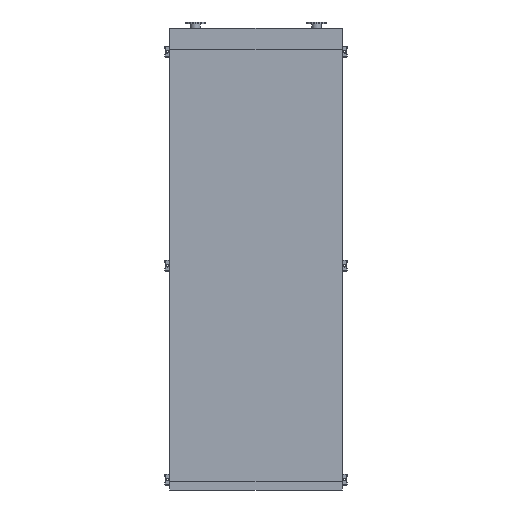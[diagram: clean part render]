
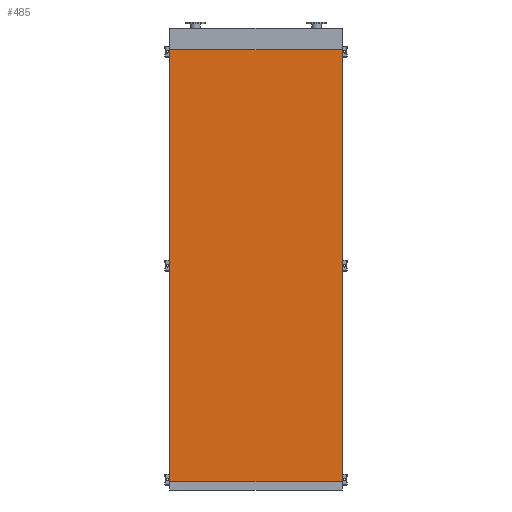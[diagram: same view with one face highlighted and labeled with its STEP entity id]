
A CAD part, front view. The second image highlights one B-rep face of the part: STEP entity #485.
In plain terms, the highlighted planar face has unit normal (0, -1, 0).
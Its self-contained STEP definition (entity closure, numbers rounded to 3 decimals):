
#205 = EDGE_LOOP ( 'NONE', ( #22553, #4060, #2218, #16531 ) ) ;
#485 = ADVANCED_FACE ( 'NONE', ( #1688 ), #2012, .T. ) ;
#672 = VECTOR ( 'NONE', #4753, 1000. ) ;
#1688 = FACE_OUTER_BOUND ( 'NONE', #205, .T. ) ;
#2012 = PLANE ( 'NONE',  #11498 ) ;
#2218 = ORIENTED_EDGE ( 'NONE', *, *, #9883, .T. ) ;
#3005 = LINE ( 'NONE', #21575, #8098 ) ;
#4060 = ORIENTED_EDGE ( 'NONE', *, *, #19145, .F. ) ;
#4075 = VERTEX_POINT ( 'NONE', #9101 ) ;
#4276 = VERTEX_POINT ( 'NONE', #18909 ) ;
#4753 = DIRECTION ( 'NONE',  ( 0., 0., 1. ) ) ;
#5186 = LINE ( 'NONE', #10444, #672 ) ;
#6785 = VERTEX_POINT ( 'NONE', #20148 ) ;
#7721 = CARTESIAN_POINT ( 'NONE',  ( -965., 0., -4850. ) ) ;
#7815 = DIRECTION ( 'NONE',  ( 0., -1., 0. ) ) ;
#8098 = VECTOR ( 'NONE', #14812, 1000. ) ;
#8626 = CARTESIAN_POINT ( 'NONE',  ( -965., 0., 0. ) ) ;
#9101 = CARTESIAN_POINT ( 'NONE',  ( 965., 0., -4850. ) ) ;
#9281 = LINE ( 'NONE', #10934, #18293 ) ;
#9883 = EDGE_CURVE ( 'NONE', #4276, #4075, #17032, .T. ) ;
#10444 = CARTESIAN_POINT ( 'NONE',  ( -965., 0., -4850. ) ) ;
#10934 = CARTESIAN_POINT ( 'NONE',  ( 965., 0., -4850. ) ) ;
#11498 = AXIS2_PLACEMENT_3D ( 'NONE', #7721, #7815, #20337 ) ;
#12211 = VECTOR ( 'NONE', #15844, 1000. ) ;
#14812 = DIRECTION ( 'NONE',  ( 1., 0., 0. ) ) ;
#15844 = DIRECTION ( 'NONE',  ( 1., 0., 0. ) ) ;
#16531 = ORIENTED_EDGE ( 'NONE', *, *, #23145, .T. ) ;
#17032 = LINE ( 'NONE', #17514, #12211 ) ;
#17514 = CARTESIAN_POINT ( 'NONE',  ( -965., 0., -4850. ) ) ;
#18293 = VECTOR ( 'NONE', #23029, 1000. ) ;
#18909 = CARTESIAN_POINT ( 'NONE',  ( -965., 0., -4850. ) ) ;
#19145 = EDGE_CURVE ( 'NONE', #4276, #22655, #5186, .T. ) ;
#20148 = CARTESIAN_POINT ( 'NONE',  ( 965., 0., 0. ) ) ;
#20337 = DIRECTION ( 'NONE',  ( 0., 0., -1. ) ) ;
#21575 = CARTESIAN_POINT ( 'NONE',  ( -965., 0., 0. ) ) ;
#22553 = ORIENTED_EDGE ( 'NONE', *, *, #23306, .F. ) ;
#22655 = VERTEX_POINT ( 'NONE', #8626 ) ;
#23029 = DIRECTION ( 'NONE',  ( 0., 0., 1. ) ) ;
#23145 = EDGE_CURVE ( 'NONE', #4075, #6785, #9281, .T. ) ;
#23306 = EDGE_CURVE ( 'NONE', #22655, #6785, #3005, .T. ) ;
